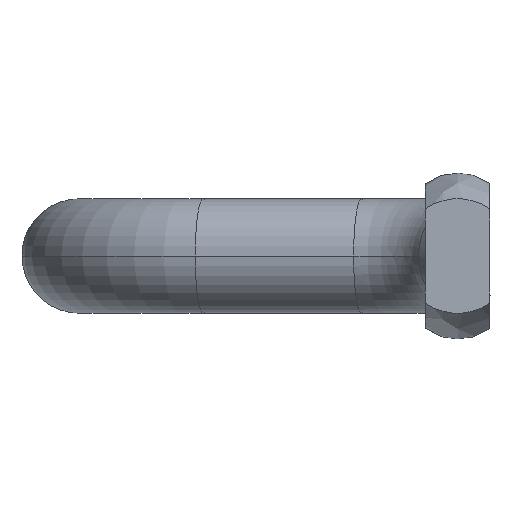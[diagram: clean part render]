
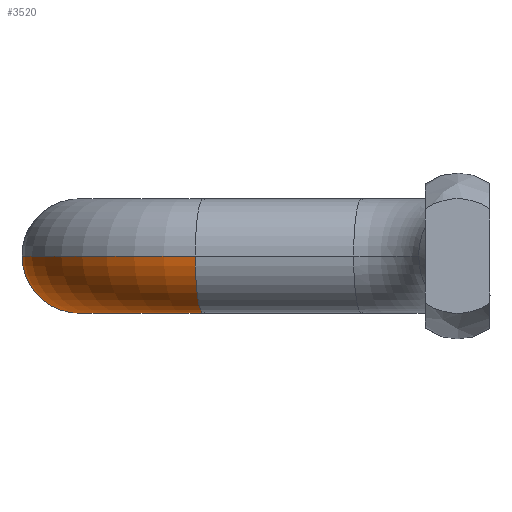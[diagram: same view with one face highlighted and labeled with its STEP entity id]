
A CAD part, left-side view. The second image highlights one B-rep face of the part: STEP entity #3520.
In plain terms, the highlighted toroidal (fillet/blend) face has major radius 20 mm and minor radius 7.95 mm.
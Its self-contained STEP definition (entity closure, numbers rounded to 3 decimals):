
#338 = VERTEX_POINT ( 'NONE', #15285 ) ;
#548 = DIRECTION ( 'NONE',  ( 1., 0., 0. ) ) ;
#1475 = VERTEX_POINT ( 'NONE', #24192 ) ;
#1879 = VERTEX_POINT ( 'NONE', #28398 ) ;
#2496 = VERTEX_POINT ( 'NONE', #28865 ) ;
#3015 = DIRECTION ( 'NONE',  ( 0., 0., -1. ) ) ;
#3520 = ADVANCED_FACE ( 'NONE', ( #14108 ), #28466, .T. ) ;
#4164 = CARTESIAN_POINT ( 'NONE',  ( -288.649, 57.05, 0. ) ) ;
#4249 = ORIENTED_EDGE ( 'NONE', *, *, #19198, .F. ) ;
#4484 = CIRCLE ( 'NONE', #11632, 7.95 ) ;
#4872 = ORIENTED_EDGE ( 'NONE', *, *, #17774, .F. ) ;
#5534 = VERTEX_POINT ( 'NONE', #11594 ) ;
#5576 = ORIENTED_EDGE ( 'NONE', *, *, #8291, .T. ) ;
#5637 = CARTESIAN_POINT ( 'NONE',  ( -308.454, 39.833, 0. ) ) ;
#5986 = EDGE_LOOP ( 'NONE', ( #5576, #26360, #13859, #4249, #4872 ) ) ;
#6373 = EDGE_CURVE ( 'NONE', #338, #1879, #4484, .T. ) ;
#6744 = DIRECTION ( 'NONE',  ( 1., 0., 0. ) ) ;
#8199 = DIRECTION ( 'NONE',  ( 0.139, 0.99, 0. ) ) ;
#8291 = EDGE_CURVE ( 'NONE', #1475, #5534, #21640, .T. ) ;
#9776 = DIRECTION ( 'NONE',  ( 0., 0., -1. ) ) ;
#10009 = CIRCLE ( 'NONE', #17224, 27.95 ) ;
#11594 = CARTESIAN_POINT ( 'NONE',  ( -316.327, 40.94, 0. ) ) ;
#11632 = AXIS2_PLACEMENT_3D ( 'NONE', #30901, #548, #3015 ) ;
#12723 = DIRECTION ( 'NONE',  ( -1., 0., 0. ) ) ;
#13600 = EDGE_CURVE ( 'NONE', #5534, #1879, #10009, .T. ) ;
#13859 = ORIENTED_EDGE ( 'NONE', *, *, #6373, .F. ) ;
#14108 = FACE_OUTER_BOUND ( 'NONE', #5986, .T. ) ;
#14365 = CIRCLE ( 'NONE', #22165, 7.95 ) ;
#14837 = DIRECTION ( 'NONE',  ( 0., 0., -1. ) ) ;
#15285 = CARTESIAN_POINT ( 'NONE',  ( -288.649, 57.05, -7.95 ) ) ;
#17224 = AXIS2_PLACEMENT_3D ( 'NONE', #30102, #14837, #12723 ) ;
#17668 = AXIS2_PLACEMENT_3D ( 'NONE', #17790, #9776, #30062 ) ;
#17774 = EDGE_CURVE ( 'NONE', #1475, #2496, #23950, .T. ) ;
#17790 = CARTESIAN_POINT ( 'NONE',  ( -288.649, 37.05, 0. ) ) ;
#18234 = DIRECTION ( 'NONE',  ( 1., 0., 0. ) ) ;
#19198 = EDGE_CURVE ( 'NONE', #2496, #338, #14365, .T. ) ;
#20806 = DIRECTION ( 'NONE',  ( 0., 0., -1. ) ) ;
#21640 = CIRCLE ( 'NONE', #31949, 7.95 ) ;
#22165 = AXIS2_PLACEMENT_3D ( 'NONE', #4164, #6744, #25043 ) ;
#23950 = CIRCLE ( 'NONE', #17668, 12.05 ) ;
#24192 = CARTESIAN_POINT ( 'NONE',  ( -300.582, 38.727, 0. ) ) ;
#25043 = DIRECTION ( 'NONE',  ( 0., 0., -1. ) ) ;
#26185 = DIRECTION ( 'NONE',  ( 0., 0., -1. ) ) ;
#26360 = ORIENTED_EDGE ( 'NONE', *, *, #13600, .T. ) ;
#28398 = CARTESIAN_POINT ( 'NONE',  ( -288.649, 65., 0. ) ) ;
#28466 = TOROIDAL_SURFACE ( 'NONE', #28915, 20., 7.95 ) ;
#28865 = CARTESIAN_POINT ( 'NONE',  ( -288.649, 49.1, 0. ) ) ;
#28915 = AXIS2_PLACEMENT_3D ( 'NONE', #30847, #20806, #18234 ) ;
#30062 = DIRECTION ( 'NONE',  ( -1., 0., 0. ) ) ;
#30102 = CARTESIAN_POINT ( 'NONE',  ( -288.649, 37.05, 0. ) ) ;
#30847 = CARTESIAN_POINT ( 'NONE',  ( -288.649, 37.05, 0. ) ) ;
#30901 = CARTESIAN_POINT ( 'NONE',  ( -288.649, 57.05, 0. ) ) ;
#31949 = AXIS2_PLACEMENT_3D ( 'NONE', #5637, #8199, #26185 ) ;
